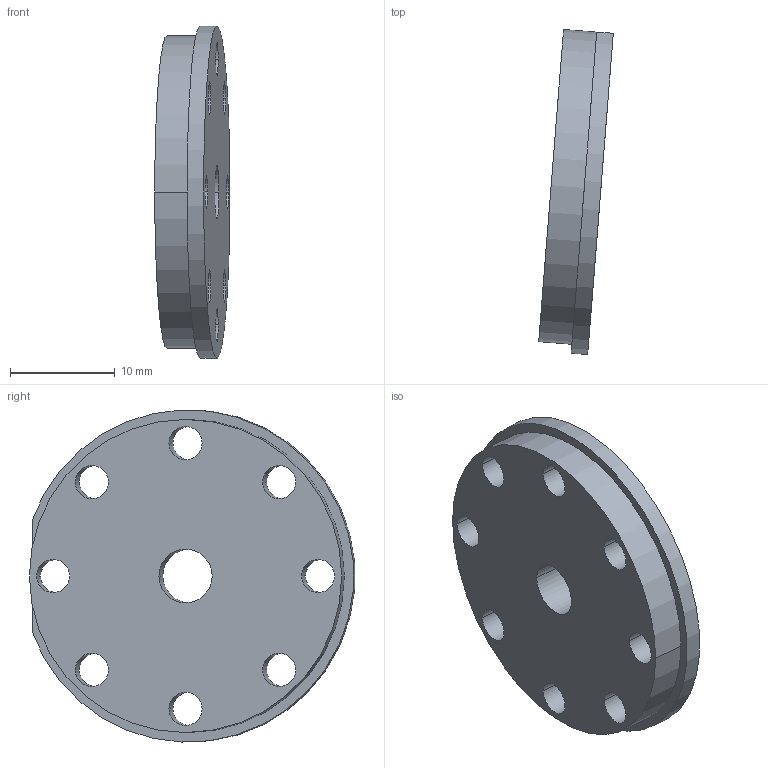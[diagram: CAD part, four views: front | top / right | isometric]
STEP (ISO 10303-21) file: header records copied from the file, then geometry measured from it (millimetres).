
FILE_DESCRIPTION (( 'STEP AP203' ), '1' );
FILE_NAME ('copper endcapV4T&PAcryl.STEP', '2018-02-02T20:55:51', ( '' ), ( '' ), 'SwSTEP 2.0', 'SolidWorks 2017', '' );
FILE_SCHEMA (( 'CONFIG_CONTROL_DESIGN' ));
Length unit declared in the file: inch
Products named in the file (1): copper endcapV4T&PAcryl
Bounding box: 7.13 x 31.06 x 31.72 mm (x, y, z)
Volume: 3079.9 mm3; surface area: 2315.7 mm2
Topology: 1 solids, 1 shells, 25 faces, 67 edges, 44 vertices
Faces by surface type: cylinder 21, plane 4
Entity records: 922 total; most frequent: DIRECTION 161, CARTESIAN_POINT 137, ORIENTED_EDGE 134, AXIS2_PLACEMENT_3D 68, EDGE_CURVE 67, VERTEX_POINT 44, EDGE_LOOP 43, CIRCLE 42
